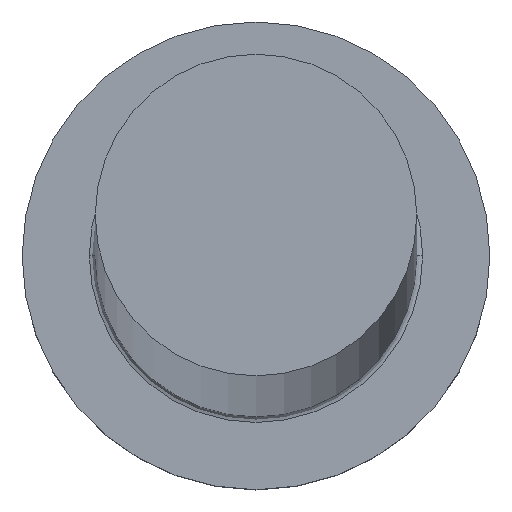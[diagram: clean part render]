
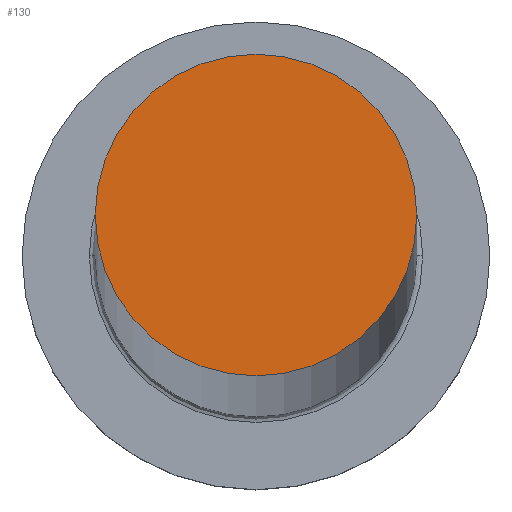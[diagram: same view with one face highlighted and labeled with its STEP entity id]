
A CAD part, top view. The second image highlights one B-rep face of the part: STEP entity #130.
In plain terms, the highlighted planar face has unit normal (0, 0, 1).
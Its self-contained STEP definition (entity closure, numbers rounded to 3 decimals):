
#23 = DIRECTION ( 'NONE',  ( 0., 0., 1. ) ) ;
#26 = AXIS2_PLACEMENT_3D ( 'NONE', #201, #153, #126 ) ;
#50 = CARTESIAN_POINT ( 'NONE',  ( 5.5, 0., 805. ) ) ;
#57 = EDGE_CURVE ( 'NONE', #303, #195, #260, .T. ) ;
#58 = ORIENTED_EDGE ( 'NONE', *, *, #136, .T. ) ;
#60 = DIRECTION ( 'NONE',  ( 1., 0., 0. ) ) ;
#63 = CARTESIAN_POINT ( 'NONE',  ( 0., 0., 805. ) ) ;
#77 = AXIS2_PLACEMENT_3D ( 'NONE', #171, #23, #60 ) ;
#80 = FACE_OUTER_BOUND ( 'NONE', #194, .T. ) ;
#116 = CIRCLE ( 'NONE', #26, 5.5 ) ;
#126 = DIRECTION ( 'NONE',  ( 1., 0., 0. ) ) ;
#130 = ADVANCED_FACE ( 'NONE', ( #80 ), #198, .T. ) ;
#133 = CARTESIAN_POINT ( 'NONE',  ( -5.5, 0., 805. ) ) ;
#136 = EDGE_CURVE ( 'NONE', #195, #303, #116, .T. ) ;
#153 = DIRECTION ( 'NONE',  ( 0., 0., 1. ) ) ;
#154 = ORIENTED_EDGE ( 'NONE', *, *, #57, .T. ) ;
#171 = CARTESIAN_POINT ( 'NONE',  ( 0., 0., 805. ) ) ;
#194 = EDGE_LOOP ( 'NONE', ( #58, #154 ) ) ;
#195 = VERTEX_POINT ( 'NONE', #133 ) ;
#198 = PLANE ( 'NONE',  #77 ) ;
#201 = CARTESIAN_POINT ( 'NONE',  ( 0., 0., 805. ) ) ;
#223 = AXIS2_PLACEMENT_3D ( 'NONE', #63, #226, #225 ) ;
#225 = DIRECTION ( 'NONE',  ( 1., 0., 0. ) ) ;
#226 = DIRECTION ( 'NONE',  ( 0., 0., 1. ) ) ;
#260 = CIRCLE ( 'NONE', #223, 5.5 ) ;
#303 = VERTEX_POINT ( 'NONE', #50 ) ;
